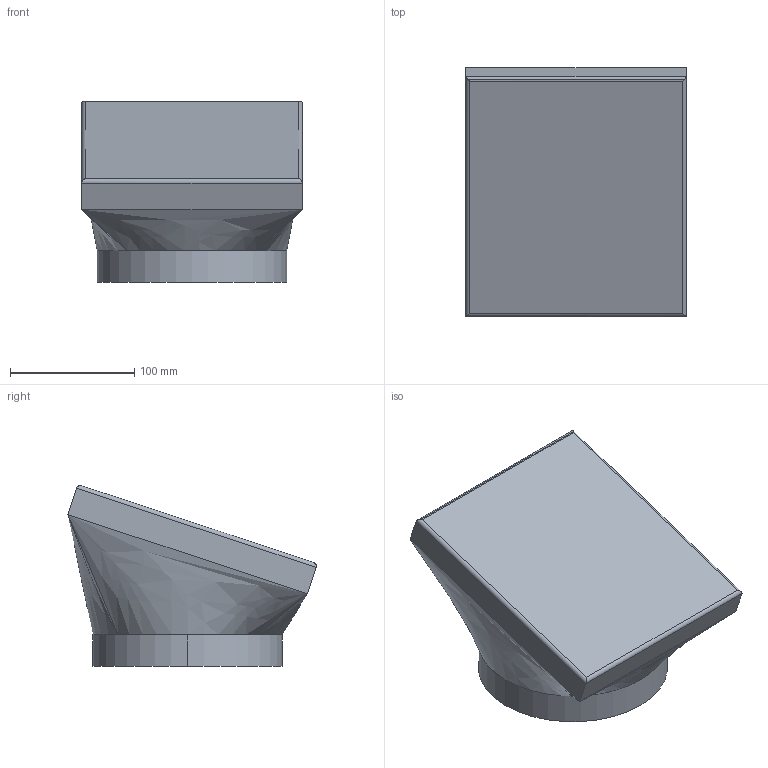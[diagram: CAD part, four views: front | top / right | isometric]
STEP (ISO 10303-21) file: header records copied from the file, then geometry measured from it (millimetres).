
FILE_DESCRIPTION (( 'STEP AP214' ), '1' );
FILE_NAME ('Radiator_8x7.STEP', '2025-01-16T23:57:08', ( '' ), ( '' ), 'SwSTEP 2.0', 'SolidWorks 2024', '' );
FILE_SCHEMA (( 'AUTOMOTIVE_DESIGN' ));
Length unit declared in the file: inch
Products named in the file (1): Radiator_8x7
Bounding box: 177.8 x 200.08 x 145.59 mm (x, y, z)
Volume: 3067105 mm3; surface area: 236709.2 mm2
Topology: 3 solids, 3 shells, 21 faces, 41 edges, 26 vertices
Faces by surface type: plane 10, cylinder 7, bspline 4
Entity records: 756 total; most frequent: CARTESIAN_POINT 295, ORIENTED_EDGE 82, DIRECTION 79, EDGE_CURVE 41, VECTOR 27, LINE 27, VERTEX_POINT 26, AXIS2_PLACEMENT_3D 26
